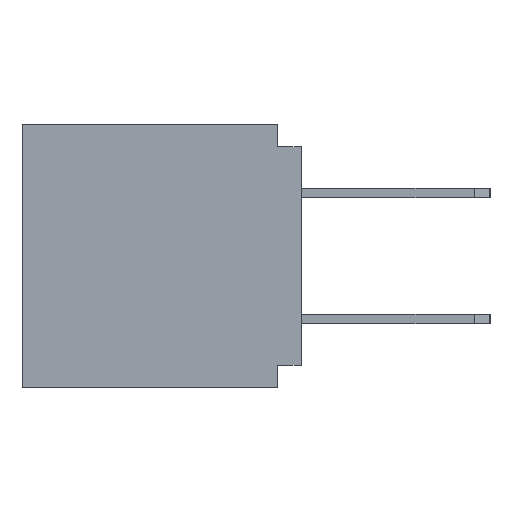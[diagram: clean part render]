
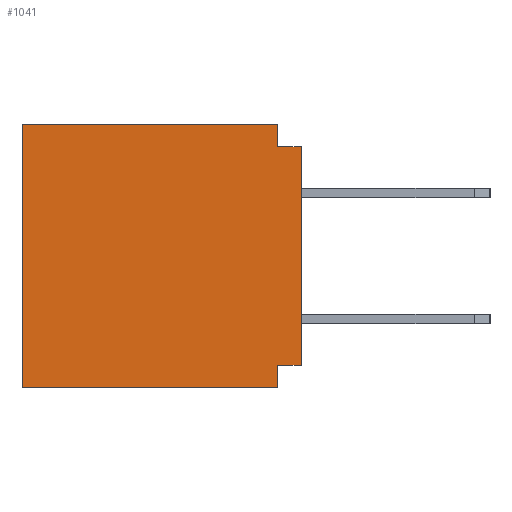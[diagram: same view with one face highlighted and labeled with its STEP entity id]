
A CAD part, left-side view. The second image highlights one B-rep face of the part: STEP entity #1041.
In plain terms, the highlighted planar face has unit normal (-1, 0, 0).
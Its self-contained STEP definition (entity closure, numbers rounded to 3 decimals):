
#1041=ADVANCED_FACE('',(#3596),#3597,.T.);
#3596=FACE_OUTER_BOUND('',#6652,.T.);
#3597=PLANE('',#6653);
#6652=EDGE_LOOP('',(#15652,#15653,#15654,#15655,#15656,#15657,#15658,#15659));
#6653=AXIS2_PLACEMENT_3D('',#15660,#15661,#15662);
#15652=ORIENTED_EDGE('',*,*,#20022,.F.);
#15653=ORIENTED_EDGE('',*,*,#22364,.F.);
#15654=ORIENTED_EDGE('',*,*,#20413,.F.);
#15655=ORIENTED_EDGE('',*,*,#20004,.T.);
#15656=ORIENTED_EDGE('',*,*,#20011,.T.);
#15657=ORIENTED_EDGE('',*,*,#20401,.F.);
#15658=ORIENTED_EDGE('',*,*,#20355,.T.);
#15659=ORIENTED_EDGE('',*,*,#20272,.T.);
#15660=CARTESIAN_POINT('',(-11.095,2.22,-2.095));
#15661=DIRECTION('',(-1.0,0.0,0.0));
#15662=DIRECTION('',(0.0,0.0,1.0));
#20004=EDGE_CURVE('',#24275,#24276,#24277,.T.);
#20011=EDGE_CURVE('',#24276,#24288,#24290,.T.);
#20022=EDGE_CURVE('',#24309,#24311,#24312,.T.);
#20272=EDGE_CURVE('',#24798,#24311,#24799,.T.);
#20355=EDGE_CURVE('',#24948,#24798,#24949,.T.);
#20401=EDGE_CURVE('',#24948,#24288,#25008,.T.);
#20413=EDGE_CURVE('',#24275,#25025,#25026,.T.);
#22364=EDGE_CURVE('',#25025,#24309,#28132,.T.);
#24275=VERTEX_POINT('',#30704);
#24276=VERTEX_POINT('',#30705);
#24277=LINE('',#30706,#30707);
#24288=VERTEX_POINT('',#30723);
#24290=LINE('',#30726,#30727);
#24309=VERTEX_POINT('',#30755);
#24311=VERTEX_POINT('',#30758);
#24312=LINE('',#30759,#30760);
#24798=VERTEX_POINT('',#31495);
#24799=LINE('',#31496,#31497);
#24948=VERTEX_POINT('',#31728);
#24949=LINE('',#31729,#31730);
#25008=LINE('',#31834,#31835);
#25025=VERTEX_POINT('',#31863);
#25026=LINE('',#31864,#31865);
#28132=LINE('',#36745,#36746);
#30704=CARTESIAN_POINT('',(-11.095,2.22,-2.095));
#30705=CARTESIAN_POINT('',(-11.095,-1.84,-2.095));
#30706=CARTESIAN_POINT('',(-11.095,2.22,-2.095));
#30707=VECTOR('',#40040,4.06);
#30723=CARTESIAN_POINT('',(-11.095,-1.84,-1.74));
#30726=CARTESIAN_POINT('',(-11.095,-1.84,-2.095));
#30727=VECTOR('',#40047,0.355);
#30755=CARTESIAN_POINT('',(-11.095,-1.84,2.095));
#30758=CARTESIAN_POINT('',(-11.095,-1.84,1.74));
#30759=CARTESIAN_POINT('',(-11.095,-1.84,2.095));
#30760=VECTOR('',#40058,0.355);
#31495=CARTESIAN_POINT('',(-11.095,-2.22,1.74));
#31496=CARTESIAN_POINT('',(-11.095,-2.22,1.74));
#31497=VECTOR('',#40308,0.38);
#31728=CARTESIAN_POINT('',(-11.095,-2.22,-1.74));
#31729=CARTESIAN_POINT('',(-11.095,-2.22,-1.74));
#31730=VECTOR('',#40391,3.48);
#31834=CARTESIAN_POINT('',(-11.095,-2.22,-1.74));
#31835=VECTOR('',#40437,0.38);
#31863=CARTESIAN_POINT('',(-11.095,2.22,2.095));
#31864=CARTESIAN_POINT('',(-11.095,2.22,-2.095));
#31865=VECTOR('',#40449,4.19);
#36745=CARTESIAN_POINT('',(-11.095,2.22,2.095));
#36746=VECTOR('',#42752,4.06);
#40040=DIRECTION('',(0.0,-1.0,0.0));
#40047=DIRECTION('',(0.0,0.0,1.0));
#40058=DIRECTION('',(0.0,0.0,-1.0));
#40308=DIRECTION('',(0.0,1.0,0.0));
#40391=DIRECTION('',(0.0,0.0,1.0));
#40437=DIRECTION('',(0.0,1.0,0.0));
#40449=DIRECTION('',(0.0,0.0,1.0));
#42752=DIRECTION('',(0.0,-1.0,0.0));
